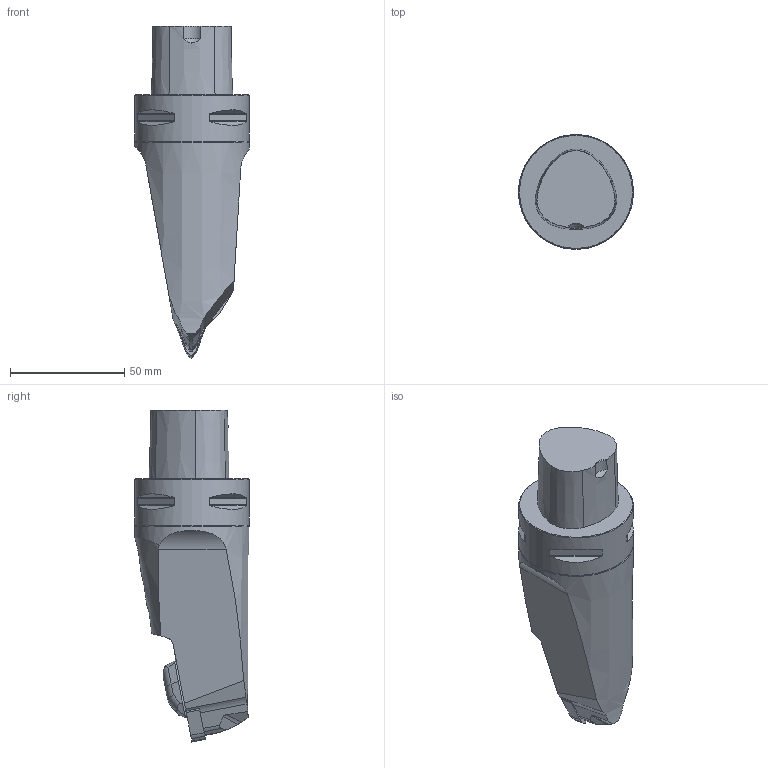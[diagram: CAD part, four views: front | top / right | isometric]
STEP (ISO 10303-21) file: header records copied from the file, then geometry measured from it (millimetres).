
FILE_DESCRIPTION(/* description */ (''),/* implementation_level */ '2;1');
FILE_NAME(/* name */ 'ASSY.STP',/* time_stamp */ '2023-01-04T10:41:05+01:00',/* author */ (''),/* organization */ ('SMS'),/* preprocessor_version */ 'ST-DEVELOPER v16.7',/* originating_system */ 'SIEMENS PLM Software NX 12.0',/* authorisation */ '');
FILE_SCHEMA (('AUTOMOTIVE_DESIGN { 1 0 10303 214 3 1 1 1 }'));
Length unit declared in the file: millimetre
Products named in the file (4): ASSEMBLY_CONSTRUCTION; NOCUT; CUT; ASSY
Assembly tree (3 placements, depth 2):
  ASSY
    CUT
    NOCUT
    ASSEMBLY_CONSTRUCTION
Bounding box: 50.19 x 50.19 x 145 mm (x, y, z)
Volume: 170610.6 mm3; surface area: 21269.4 mm2
Topology: 2 solids, 2 shells, 119 faces, 320 edges, 216 vertices
Faces by surface type: plane 63, cylinder 44, cone 10, torus 1, extrusion 1
Full cylindrical faces by diameter (mm): 50 x1
Entity records: 4260 total; most frequent: CARTESIAN_POINT 1150, ORIENTED_EDGE 624, DIRECTION 617, EDGE_CURVE 312, AXIS2_PLACEMENT_3D 222, VERTEX_POINT 206, VECTOR 173, LINE 172
